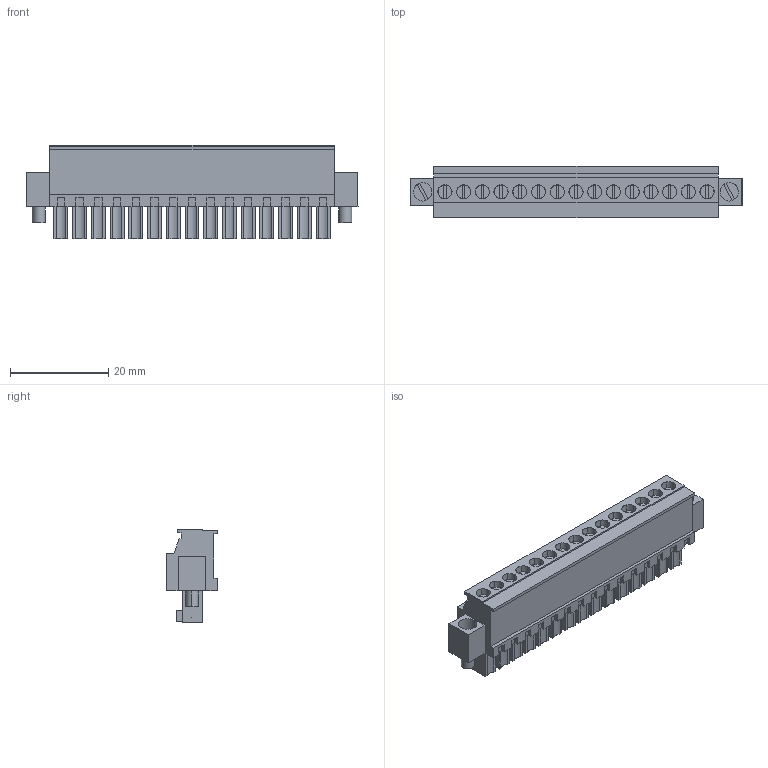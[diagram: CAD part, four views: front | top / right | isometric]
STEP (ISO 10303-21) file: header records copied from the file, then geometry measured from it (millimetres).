
FILE_DESCRIPTION(('CATIA V5 STEP Exchange','CAx-IF Rec.Pracs.--- Model Styling and Organization---1.2---2011-12-15'),'2;1');
FILE_NAME ('D1459665_0_1940110000_1940110000.stp','2017-04-11T10:06:04+00:00',('none'),('Weidmueller'),'CATIA Version 5-6 Release 2014','CATIA V5 STEP AP214','none');
FILE_SCHEMA(('AUTOMOTIVE_DESIGN { 1 0 10303 214 1 1 1 1 }'));
Length unit declared in the file: millimetre
Products named in the file (1): 1940110000
Bounding box: 67.54 x 10.45 x 19.1 mm (x, y, z)
Volume: 7368.2 mm3; surface area: 6169.1 mm2
Topology: 18 solids, 18 shells, 664 faces, 1669 edges, 1122 vertices
Faces by surface type: plane 524, cylinder 140
Entity records: 18451 total; most frequent: CARTESIAN_POINT 3593, ORIENTED_EDGE 3338, DIRECTION 2406, EDGE_CURVE 1669, VECTOR 1321, LINE 1321, VERTEX_POINT 1122, EDGE_LOOP 749
